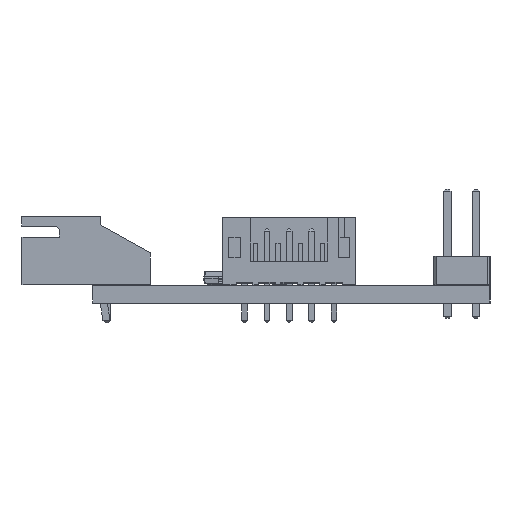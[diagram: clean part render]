
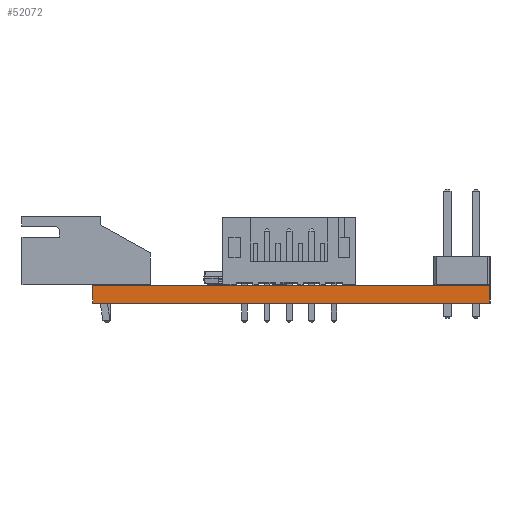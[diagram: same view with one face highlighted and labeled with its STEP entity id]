
A CAD part, left-side view. The second image highlights one B-rep face of the part: STEP entity #52072.
In plain terms, the highlighted planar face has unit normal (-1, 0, 0).
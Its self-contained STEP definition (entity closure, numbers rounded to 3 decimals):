
#51956 = EDGE_CURVE('',#51957,#51959,#51961,.T.);
#51957 = VERTEX_POINT('',#51958);
#51958 = CARTESIAN_POINT('',(44.45,-52.07,0.));
#51959 = VERTEX_POINT('',#51960);
#51960 = CARTESIAN_POINT('',(44.45,-52.07,1.6));
#51961 = SURFACE_CURVE('',#51962,(#51966,#51978),.PCURVE_S1.);
#51962 = LINE('',#51963,#51964);
#51963 = CARTESIAN_POINT('',(44.45,-52.07,0.));
#51964 = VECTOR('',#51965,1.);
#51965 = DIRECTION('',(0.,0.,1.));
#51966 = PCURVE('',#51967,#51972);
#51967 = PLANE('',#51968);
#51968 = AXIS2_PLACEMENT_3D('',#51969,#51970,#51971);
#51969 = CARTESIAN_POINT('',(44.45,-52.07,0.));
#51970 = DIRECTION('',(0.,1.,0.));
#51971 = DIRECTION('',(1.,0.,0.));
#51972 = DEFINITIONAL_REPRESENTATION('',(#51973),#51977);
#51973 = LINE('',#51974,#51975);
#51974 = CARTESIAN_POINT('',(0.,0.));
#51975 = VECTOR('',#51976,1.);
#51976 = DIRECTION('',(0.,-1.));
#51977 = ( GEOMETRIC_REPRESENTATION_CONTEXT(2) 
PARAMETRIC_REPRESENTATION_CONTEXT() REPRESENTATION_CONTEXT('2D SPACE',''
  ) );
#51978 = PCURVE('',#51979,#51984);
#51979 = PLANE('',#51980);
#51980 = AXIS2_PLACEMENT_3D('',#51981,#51982,#51983);
#51981 = CARTESIAN_POINT('',(44.45,-87.63,0.));
#51982 = DIRECTION('',(-1.,0.,0.));
#51983 = DIRECTION('',(0.,1.,0.));
#51984 = DEFINITIONAL_REPRESENTATION('',(#51985),#51989);
#51985 = LINE('',#51986,#51987);
#51986 = CARTESIAN_POINT('',(35.56,0.));
#51987 = VECTOR('',#51988,1.);
#51988 = DIRECTION('',(0.,-1.));
#51989 = ( GEOMETRIC_REPRESENTATION_CONTEXT(2) 
PARAMETRIC_REPRESENTATION_CONTEXT() REPRESENTATION_CONTEXT('2D SPACE',''
  ) );
#52007 = PLANE('',#52008);
#52008 = AXIS2_PLACEMENT_3D('',#52009,#52010,#52011);
#52009 = CARTESIAN_POINT('',(74.93,-69.85,1.6));
#52010 = DIRECTION('',(-0.,-0.,-1.));
#52011 = DIRECTION('',(-1.,0.,0.));
#52061 = PLANE('',#52062);
#52062 = AXIS2_PLACEMENT_3D('',#52063,#52064,#52065);
#52063 = CARTESIAN_POINT('',(74.93,-69.85,0.));
#52064 = DIRECTION('',(-0.,-0.,-1.));
#52065 = DIRECTION('',(-1.,0.,0.));
#52072 = ADVANCED_FACE('',(#52073),#51979,.T.);
#52073 = FACE_BOUND('',#52074,.T.);
#52074 = EDGE_LOOP('',(#52075,#52105,#52126,#52127));
#52075 = ORIENTED_EDGE('',*,*,#52076,.T.);
#52076 = EDGE_CURVE('',#52077,#52079,#52081,.T.);
#52077 = VERTEX_POINT('',#52078);
#52078 = CARTESIAN_POINT('',(44.45,-87.63,0.));
#52079 = VERTEX_POINT('',#52080);
#52080 = CARTESIAN_POINT('',(44.45,-87.63,1.6));
#52081 = SURFACE_CURVE('',#52082,(#52086,#52093),.PCURVE_S1.);
#52082 = LINE('',#52083,#52084);
#52083 = CARTESIAN_POINT('',(44.45,-87.63,0.));
#52084 = VECTOR('',#52085,1.);
#52085 = DIRECTION('',(0.,0.,1.));
#52086 = PCURVE('',#51979,#52087);
#52087 = DEFINITIONAL_REPRESENTATION('',(#52088),#52092);
#52088 = LINE('',#52089,#52090);
#52089 = CARTESIAN_POINT('',(0.,0.));
#52090 = VECTOR('',#52091,1.);
#52091 = DIRECTION('',(0.,-1.));
#52092 = ( GEOMETRIC_REPRESENTATION_CONTEXT(2) 
PARAMETRIC_REPRESENTATION_CONTEXT() REPRESENTATION_CONTEXT('2D SPACE',''
  ) );
#52093 = PCURVE('',#52094,#52099);
#52094 = PLANE('',#52095);
#52095 = AXIS2_PLACEMENT_3D('',#52096,#52097,#52098);
#52096 = CARTESIAN_POINT('',(105.41,-87.63,0.));
#52097 = DIRECTION('',(0.,-1.,0.));
#52098 = DIRECTION('',(-1.,0.,0.));
#52099 = DEFINITIONAL_REPRESENTATION('',(#52100),#52104);
#52100 = LINE('',#52101,#52102);
#52101 = CARTESIAN_POINT('',(60.96,0.));
#52102 = VECTOR('',#52103,1.);
#52103 = DIRECTION('',(0.,-1.));
#52104 = ( GEOMETRIC_REPRESENTATION_CONTEXT(2) 
PARAMETRIC_REPRESENTATION_CONTEXT() REPRESENTATION_CONTEXT('2D SPACE',''
  ) );
#52105 = ORIENTED_EDGE('',*,*,#52106,.T.);
#52106 = EDGE_CURVE('',#52079,#51959,#52107,.T.);
#52107 = SURFACE_CURVE('',#52108,(#52112,#52119),.PCURVE_S1.);
#52108 = LINE('',#52109,#52110);
#52109 = CARTESIAN_POINT('',(44.45,-87.63,1.6));
#52110 = VECTOR('',#52111,1.);
#52111 = DIRECTION('',(0.,1.,0.));
#52112 = PCURVE('',#51979,#52113);
#52113 = DEFINITIONAL_REPRESENTATION('',(#52114),#52118);
#52114 = LINE('',#52115,#52116);
#52115 = CARTESIAN_POINT('',(0.,-1.6));
#52116 = VECTOR('',#52117,1.);
#52117 = DIRECTION('',(1.,0.));
#52118 = ( GEOMETRIC_REPRESENTATION_CONTEXT(2) 
PARAMETRIC_REPRESENTATION_CONTEXT() REPRESENTATION_CONTEXT('2D SPACE',''
  ) );
#52119 = PCURVE('',#52007,#52120);
#52120 = DEFINITIONAL_REPRESENTATION('',(#52121),#52125);
#52121 = LINE('',#52122,#52123);
#52122 = CARTESIAN_POINT('',(30.48,-17.78));
#52123 = VECTOR('',#52124,1.);
#52124 = DIRECTION('',(0.,1.));
#52125 = ( GEOMETRIC_REPRESENTATION_CONTEXT(2) 
PARAMETRIC_REPRESENTATION_CONTEXT() REPRESENTATION_CONTEXT('2D SPACE',''
  ) );
#52126 = ORIENTED_EDGE('',*,*,#51956,.F.);
#52127 = ORIENTED_EDGE('',*,*,#52128,.F.);
#52128 = EDGE_CURVE('',#52077,#51957,#52129,.T.);
#52129 = SURFACE_CURVE('',#52130,(#52134,#52141),.PCURVE_S1.);
#52130 = LINE('',#52131,#52132);
#52131 = CARTESIAN_POINT('',(44.45,-87.63,0.));
#52132 = VECTOR('',#52133,1.);
#52133 = DIRECTION('',(0.,1.,0.));
#52134 = PCURVE('',#51979,#52135);
#52135 = DEFINITIONAL_REPRESENTATION('',(#52136),#52140);
#52136 = LINE('',#52137,#52138);
#52137 = CARTESIAN_POINT('',(0.,0.));
#52138 = VECTOR('',#52139,1.);
#52139 = DIRECTION('',(1.,0.));
#52140 = ( GEOMETRIC_REPRESENTATION_CONTEXT(2) 
PARAMETRIC_REPRESENTATION_CONTEXT() REPRESENTATION_CONTEXT('2D SPACE',''
  ) );
#52141 = PCURVE('',#52061,#52142);
#52142 = DEFINITIONAL_REPRESENTATION('',(#52143),#52147);
#52143 = LINE('',#52144,#52145);
#52144 = CARTESIAN_POINT('',(30.48,-17.78));
#52145 = VECTOR('',#52146,1.);
#52146 = DIRECTION('',(0.,1.));
#52147 = ( GEOMETRIC_REPRESENTATION_CONTEXT(2) 
PARAMETRIC_REPRESENTATION_CONTEXT() REPRESENTATION_CONTEXT('2D SPACE',''
  ) );
